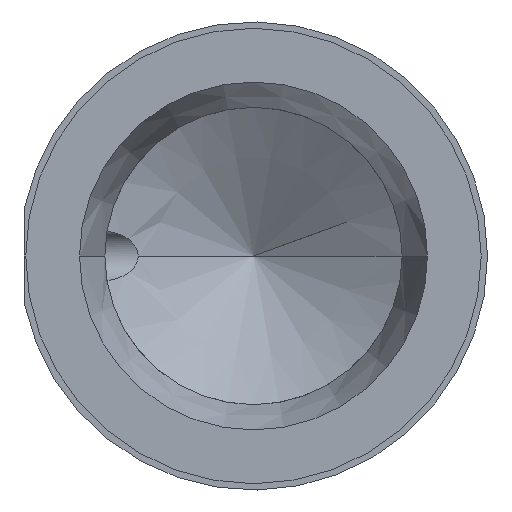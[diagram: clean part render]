
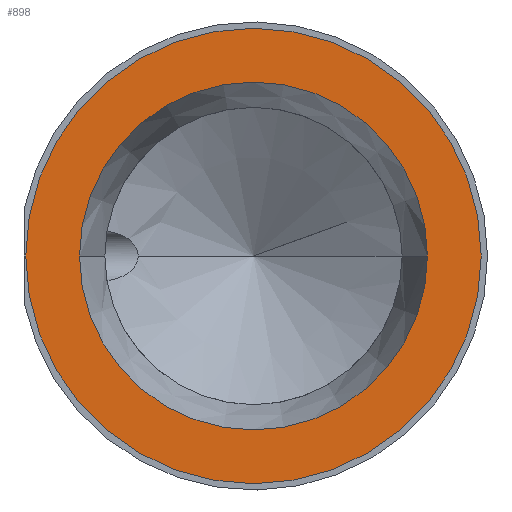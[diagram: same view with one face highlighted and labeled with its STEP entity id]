
A CAD part, front view. The second image highlights one B-rep face of the part: STEP entity #898.
In plain terms, the highlighted planar face has unit normal (0, -1, 0).
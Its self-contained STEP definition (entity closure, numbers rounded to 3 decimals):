
#216=CARTESIAN_POINT('',(0.,-25.239,0.));
#217=DIRECTION('',(0.,-1.,0.));
#218=DIRECTION('',(-1.,0.,0.));
#219=AXIS2_PLACEMENT_3D('',#216,#217,#218);
#221=CARTESIAN_POINT('',(0.,-25.239,0.));
#222=DIRECTION('',(0.,1.,0.));
#223=DIRECTION('',(-1.,0.,0.));
#224=AXIS2_PLACEMENT_3D('',#221,#222,#223);
#226=CARTESIAN_POINT('',(0.,-25.239,0.));
#227=DIRECTION('',(0.,-1.,0.));
#228=DIRECTION('',(1.,0.,0.));
#229=AXIS2_PLACEMENT_3D('',#226,#227,#228);
#231=CARTESIAN_POINT('',(0.,-25.239,0.));
#232=DIRECTION('',(0.,-1.,0.));
#233=DIRECTION('',(-1.,0.,0.));
#234=AXIS2_PLACEMENT_3D('',#231,#232,#233);
#562=CARTESIAN_POINT('',(-9.,-25.239,0.));
#564=VERTEX_POINT('',#562);
#600=CARTESIAN_POINT('',(9.,-25.239,0.));
#602=VERTEX_POINT('',#600);
#658=CARTESIAN_POINT('',(6.875,-25.239,0.));
#659=CARTESIAN_POINT('',(-6.875,-25.239,0.));
#660=VERTEX_POINT('',#658);
#661=VERTEX_POINT('',#659);
#885=CARTESIAN_POINT('',(0.,-25.239,0.));
#886=DIRECTION('',(0.,1.,0.));
#887=DIRECTION('',(1.,0.,0.));
#888=AXIS2_PLACEMENT_3D('',#885,#886,#887);
#889=PLANE('',#888);
#890=ORIENTED_EDGE('',*,*,#878,.F.);
#891=ORIENTED_EDGE('',*,*,#867,.T.);
#892=EDGE_LOOP('',(#890,#891));
#893=FACE_OUTER_BOUND('',#892,.F.);
#894=ORIENTED_EDGE('',*,*,#755,.T.);
#895=ORIENTED_EDGE('',*,*,#740,.T.);
#896=EDGE_LOOP('',(#894,#895));
#897=FACE_BOUND('',#896,.F.);
#898=ADVANCED_FACE('',(#893,#897),#889,.F.);
#220=CIRCLE('',#219,9.);
#225=CIRCLE('',#224,9.);
#230=CIRCLE('',#229,6.875);
#235=CIRCLE('',#234,6.875);
#740=EDGE_CURVE('',#661,#660,#235,.T.);
#755=EDGE_CURVE('',#660,#661,#230,.T.);
#867=EDGE_CURVE('',#564,#602,#225,.T.);
#878=EDGE_CURVE('',#564,#602,#220,.T.);
